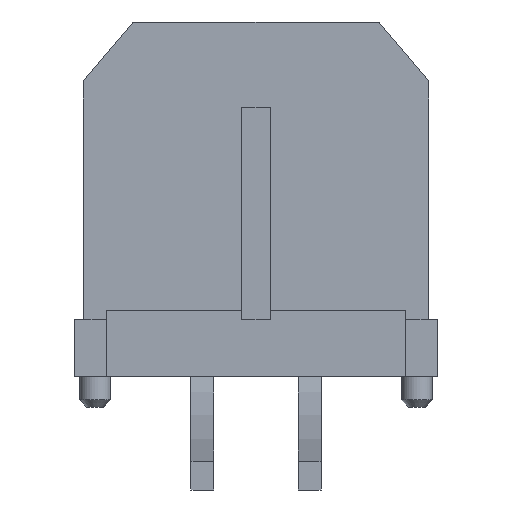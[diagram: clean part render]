
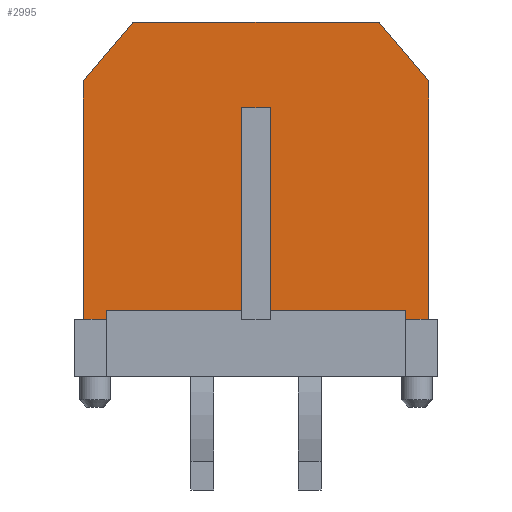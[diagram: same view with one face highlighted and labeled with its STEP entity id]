
A CAD part, front view. The second image highlights one B-rep face of the part: STEP entity #2995.
In plain terms, the highlighted planar face has unit normal (0, -1, 0).
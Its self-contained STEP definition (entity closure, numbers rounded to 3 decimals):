
#685=DIRECTION('',(0.,0.,1.));
#686=VECTOR('',#685,5.66);
#687=CARTESIAN_POINT('',(0.4,-3.43,-3.105));
#688=LINE('',#687,#686);
#689=DIRECTION('',(-1.,0.,0.));
#690=VECTOR('',#689,0.8);
#691=CARTESIAN_POINT('',(0.4,-3.43,2.555));
#692=LINE('',#691,#690);
#693=DIRECTION('',(0.,0.,1.));
#694=VECTOR('',#693,5.66);
#695=CARTESIAN_POINT('',(-0.4,-3.43,-3.105));
#696=LINE('',#695,#694);
#697=DIRECTION('',(-1.,0.,0.));
#698=VECTOR('',#697,3.785);
#699=CARTESIAN_POINT('',(-0.4,-3.43,-3.105));
#700=LINE('',#699,#698);
#701=DIRECTION('',(0.,0.,1.));
#702=VECTOR('',#701,0.25);
#703=CARTESIAN_POINT('',(-4.185,-3.43,-3.355));
#704=LINE('',#703,#702);
#705=DIRECTION('',(1.,0.,0.));
#706=VECTOR('',#705,0.64);
#707=CARTESIAN_POINT('',(-4.825,-3.43,-3.355));
#708=LINE('',#707,#706);
#709=DIRECTION('',(0.,0.,1.));
#710=VECTOR('',#709,6.66);
#711=CARTESIAN_POINT('',(-4.825,-3.43,-3.355));
#712=LINE('',#711,#710);
#713=DIRECTION('',(0.643,0.,0.766));
#714=VECTOR('',#713,2.154);
#715=CARTESIAN_POINT('',(-4.825,-3.43,3.305));
#716=LINE('',#715,#714);
#717=DIRECTION('',(0.643,0.,-0.766));
#718=VECTOR('',#717,2.154);
#719=CARTESIAN_POINT('',(3.44,-3.43,4.955));
#720=LINE('',#719,#718);
#721=DIRECTION('',(-1.,0.,0.));
#722=VECTOR('',#721,0.64);
#723=CARTESIAN_POINT('',(4.825,-3.43,-3.355));
#724=LINE('',#723,#722);
#725=DIRECTION('',(0.,0.,1.));
#726=VECTOR('',#725,0.25);
#727=CARTESIAN_POINT('',(4.185,-3.43,-3.355));
#728=LINE('',#727,#726);
#729=DIRECTION('',(-1.,0.,0.));
#730=VECTOR('',#729,3.785);
#731=CARTESIAN_POINT('',(4.185,-3.43,-3.105));
#732=LINE('',#731,#730);
#897=DIRECTION('',(1.,0.,0.));
#898=VECTOR('',#897,6.881);
#899=CARTESIAN_POINT('',(-3.44,-3.43,4.955));
#900=LINE('',#899,#898);
#1129=DIRECTION('',(0.,0.,1.));
#1130=VECTOR('',#1129,6.66);
#1131=CARTESIAN_POINT('',(4.825,-3.43,-3.355));
#1132=LINE('',#1131,#1130);
#1595=CARTESIAN_POINT('',(3.44,-3.43,4.955));
#1597=VERTEX_POINT('',#1595);
#1603=CARTESIAN_POINT('',(-3.44,-3.43,4.955));
#1605=VERTEX_POINT('',#1603);
#1616=CARTESIAN_POINT('',(-4.825,-3.43,3.305));
#1618=VERTEX_POINT('',#1616);
#1619=CARTESIAN_POINT('',(4.825,-3.43,3.305));
#1620=VERTEX_POINT('',#1619);
#1655=CARTESIAN_POINT('',(-4.825,-3.43,-3.355));
#1656=CARTESIAN_POINT('',(-4.185,-3.43,-3.355));
#1657=VERTEX_POINT('',#1655);
#1658=VERTEX_POINT('',#1656);
#1659=CARTESIAN_POINT('',(4.825,-3.43,-3.355));
#1660=CARTESIAN_POINT('',(4.185,-3.43,-3.355));
#1661=VERTEX_POINT('',#1659);
#1662=VERTEX_POINT('',#1660);
#1667=CARTESIAN_POINT('',(-4.185,-3.43,-3.105));
#1668=VERTEX_POINT('',#1667);
#1669=CARTESIAN_POINT('',(4.185,-3.43,-3.105));
#1670=VERTEX_POINT('',#1669);
#1899=CARTESIAN_POINT('',(0.4,-3.43,-3.105));
#1900=CARTESIAN_POINT('',(0.4,-3.43,2.555));
#1901=VERTEX_POINT('',#1899);
#1902=VERTEX_POINT('',#1900);
#1903=CARTESIAN_POINT('',(-0.4,-3.43,2.555));
#1904=VERTEX_POINT('',#1903);
#1905=CARTESIAN_POINT('',(-0.4,-3.43,-3.105));
#1906=VERTEX_POINT('',#1905);
#2961=CARTESIAN_POINT('',(-4.825,-3.43,-4.955));
#2962=DIRECTION('',(0.,-1.,0.));
#2963=DIRECTION('',(1.,0.,0.));
#2964=AXIS2_PLACEMENT_3D('',#2961,#2962,#2963);
#2965=PLANE('',#2964);
#2967=ORIENTED_EDGE('',*,*,#2966,.T.);
#2969=ORIENTED_EDGE('',*,*,#2968,.T.);
#2971=ORIENTED_EDGE('',*,*,#2970,.F.);
#2973=ORIENTED_EDGE('',*,*,#2972,.T.);
#2975=ORIENTED_EDGE('',*,*,#2974,.F.);
#2977=ORIENTED_EDGE('',*,*,#2976,.F.);
#2979=ORIENTED_EDGE('',*,*,#2978,.T.);
#2981=ORIENTED_EDGE('',*,*,#2980,.T.);
#2983=ORIENTED_EDGE('',*,*,#2982,.T.);
#2985=ORIENTED_EDGE('',*,*,#2984,.T.);
#2987=ORIENTED_EDGE('',*,*,#2986,.F.);
#2988=ORIENTED_EDGE('',*,*,#2949,.T.);
#2990=ORIENTED_EDGE('',*,*,#2989,.T.);
#2992=ORIENTED_EDGE('',*,*,#2991,.T.);
#2993=EDGE_LOOP('',(#2967,#2969,#2971,#2973,#2975,#2977,#2979,#2981,#2983,#2985,
#2987,#2988,#2990,#2992));
#2994=FACE_OUTER_BOUND('',#2993,.F.);
#2995=ADVANCED_FACE('',(#2994),#2965,.T.);
#2949=EDGE_CURVE('',#1661,#1662,#724,.T.);
#2966=EDGE_CURVE('',#1901,#1902,#688,.T.);
#2968=EDGE_CURVE('',#1902,#1904,#692,.T.);
#2970=EDGE_CURVE('',#1906,#1904,#696,.T.);
#2972=EDGE_CURVE('',#1906,#1668,#700,.T.);
#2974=EDGE_CURVE('',#1658,#1668,#704,.T.);
#2976=EDGE_CURVE('',#1657,#1658,#708,.T.);
#2978=EDGE_CURVE('',#1657,#1618,#712,.T.);
#2980=EDGE_CURVE('',#1618,#1605,#716,.T.);
#2982=EDGE_CURVE('',#1605,#1597,#900,.T.);
#2984=EDGE_CURVE('',#1597,#1620,#720,.T.);
#2986=EDGE_CURVE('',#1661,#1620,#1132,.T.);
#2989=EDGE_CURVE('',#1662,#1670,#728,.T.);
#2991=EDGE_CURVE('',#1670,#1901,#732,.T.);
